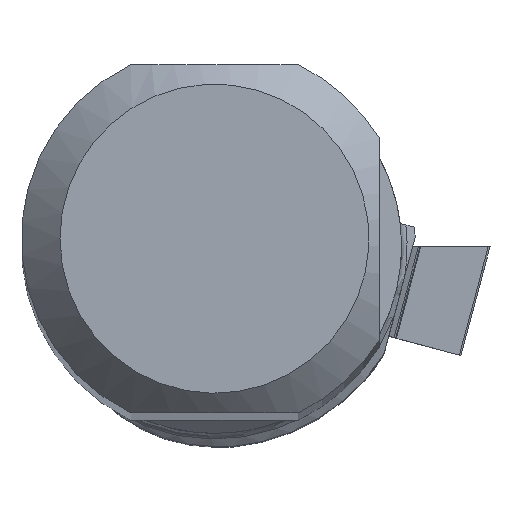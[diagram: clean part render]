
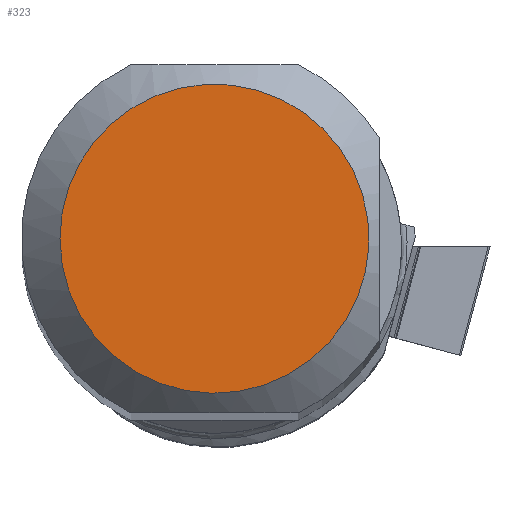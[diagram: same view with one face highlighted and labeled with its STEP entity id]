
A CAD part, top view. The second image highlights one B-rep face of the part: STEP entity #323.
In plain terms, the highlighted planar face has unit normal (0, 0, 1).
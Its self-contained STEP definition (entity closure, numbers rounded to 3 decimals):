
#236=CIRCLE('',#2318,7.991);
#323=ADVANCED_FACE('CU_SU_BP3',(#482),#390,.T.);
#390=PLANE('',#2319);
#482=FACE_OUTER_BOUND('',#590,.T.);
#590=EDGE_LOOP('',(#1117));
#1117=ORIENTED_EDGE('',*,*,#1698,.F.);
#1420=VERTEX_POINT('',#3784);
#1698=EDGE_CURVE('',#1420,#1420,#236,.T.);
#2318=AXIS2_PLACEMENT_3D('',#3783,#2857,#2858);
#2319=AXIS2_PLACEMENT_3D('',#3785,#2859,#2860);
#2857=DIRECTION('',(0.,0.,-1.));
#2858=DIRECTION('',(-1.,0.,0.));
#2859=DIRECTION('',(0.,0.,1.));
#2860=DIRECTION('',(-1.,0.,0.));
#3783=CARTESIAN_POINT('',(0.,0.,0.));
#3784=CARTESIAN_POINT('',(-7.991,0.,0.));
#3785=CARTESIAN_POINT('',(0.,0.,0.));
